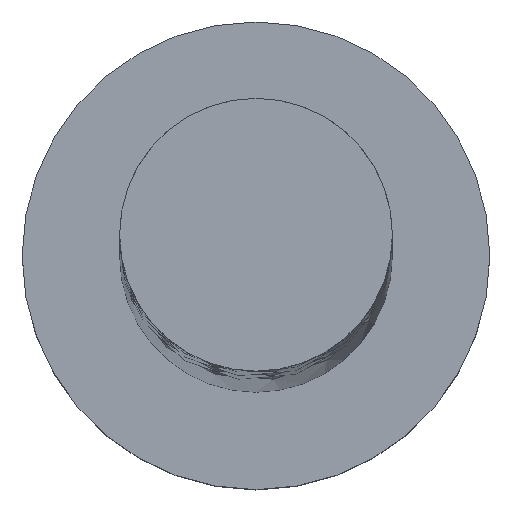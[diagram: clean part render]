
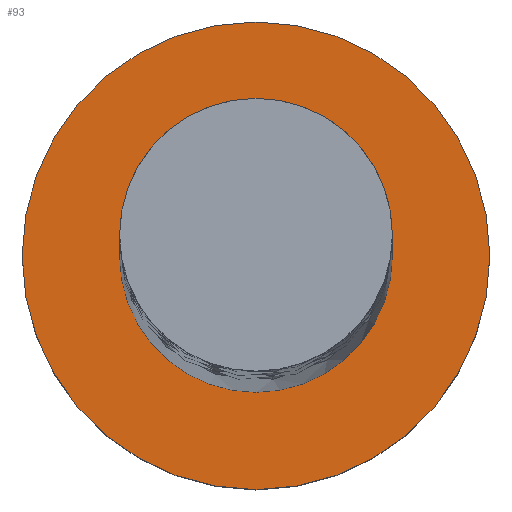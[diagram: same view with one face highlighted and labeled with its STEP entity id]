
A CAD part, top view. The second image highlights one B-rep face of the part: STEP entity #93.
In plain terms, the highlighted planar face has unit normal (0, 0, 1).
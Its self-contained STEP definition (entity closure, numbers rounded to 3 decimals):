
#5 = CARTESIAN_POINT ( 'NONE',  ( -6., 0., 5. ) ) ;
#93 = ADVANCED_FACE ( 'NONE', ( #1779, #611 ), #1199, .T. ) ;
#101 = CARTESIAN_POINT ( 'NONE',  ( 3.5, 0., 5. ) ) ;
#105 = CARTESIAN_POINT ( 'NONE',  ( -3.5, 0., 5. ) ) ;
#113 = EDGE_LOOP ( 'NONE', ( #1832, #194 ) ) ;
#146 = CIRCLE ( 'NONE', #1238, 6. ) ;
#151 = DIRECTION ( 'NONE',  ( 1., 0., 0. ) ) ;
#194 = ORIENTED_EDGE ( 'NONE', *, *, #325, .F. ) ;
#300 = CARTESIAN_POINT ( 'NONE',  ( 0., 0., 5. ) ) ;
#301 = CARTESIAN_POINT ( 'NONE',  ( 0., 0., 5. ) ) ;
#325 = EDGE_CURVE ( 'NONE', #1264, #703, #1235, .T. ) ;
#433 = DIRECTION ( 'NONE',  ( 1., 0., 0. ) ) ;
#478 = VERTEX_POINT ( 'NONE', #5 ) ;
#611 = FACE_OUTER_BOUND ( 'NONE', #1557, .T. ) ;
#703 = VERTEX_POINT ( 'NONE', #105 ) ;
#737 = DIRECTION ( 'NONE',  ( 0., 0., 1. ) ) ;
#751 = CIRCLE ( 'NONE', #782, 3.5 ) ;
#761 = DIRECTION ( 'NONE',  ( 1., 0., 0. ) ) ;
#777 = CARTESIAN_POINT ( 'NONE',  ( 0., 0., 5. ) ) ;
#782 = AXIS2_PLACEMENT_3D ( 'NONE', #777, #737, #761 ) ;
#796 = VERTEX_POINT ( 'NONE', #1340 ) ;
#878 = EDGE_CURVE ( 'NONE', #796, #478, #902, .T. ) ;
#902 = CIRCLE ( 'NONE', #990, 6. ) ;
#915 = DIRECTION ( 'NONE',  ( 0., 0., 1. ) ) ;
#932 = DIRECTION ( 'NONE',  ( 1., 0., 0. ) ) ;
#943 = DIRECTION ( 'NONE',  ( 0., 0., 1. ) ) ;
#967 = EDGE_CURVE ( 'NONE', #703, #1264, #751, .T. ) ;
#990 = AXIS2_PLACEMENT_3D ( 'NONE', #301, #1756, #151 ) ;
#995 = CARTESIAN_POINT ( 'NONE',  ( 0., 0., 5. ) ) ;
#1124 = ORIENTED_EDGE ( 'NONE', *, *, #1128, .T. ) ;
#1128 = EDGE_CURVE ( 'NONE', #478, #796, #146, .T. ) ;
#1199 = PLANE ( 'NONE',  #1387 ) ;
#1235 = CIRCLE ( 'NONE', #1731, 3.5 ) ;
#1238 = AXIS2_PLACEMENT_3D ( 'NONE', #1666, #943, #932 ) ;
#1264 = VERTEX_POINT ( 'NONE', #101 ) ;
#1302 = DIRECTION ( 'NONE',  ( 0., 0., 1. ) ) ;
#1340 = CARTESIAN_POINT ( 'NONE',  ( 6., 0., 5. ) ) ;
#1387 = AXIS2_PLACEMENT_3D ( 'NONE', #300, #915, #1789 ) ;
#1403 = ORIENTED_EDGE ( 'NONE', *, *, #878, .T. ) ;
#1557 = EDGE_LOOP ( 'NONE', ( #1124, #1403 ) ) ;
#1666 = CARTESIAN_POINT ( 'NONE',  ( 0., 0., 5. ) ) ;
#1731 = AXIS2_PLACEMENT_3D ( 'NONE', #995, #1302, #433 ) ;
#1756 = DIRECTION ( 'NONE',  ( 0., 0., 1. ) ) ;
#1779 = FACE_BOUND ( 'NONE', #113, .T. ) ;
#1789 = DIRECTION ( 'NONE',  ( 1., 0., 0. ) ) ;
#1832 = ORIENTED_EDGE ( 'NONE', *, *, #967, .F. ) ;
